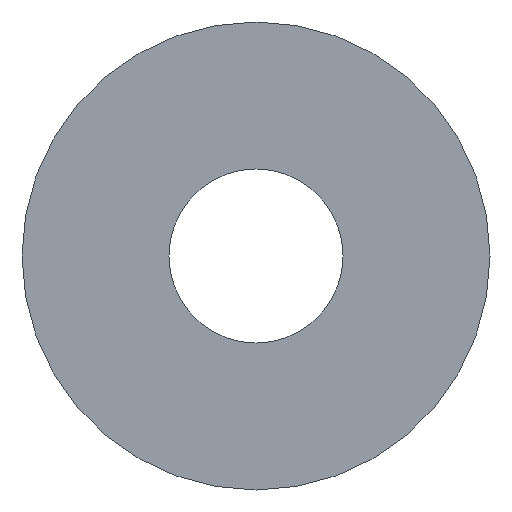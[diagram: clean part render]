
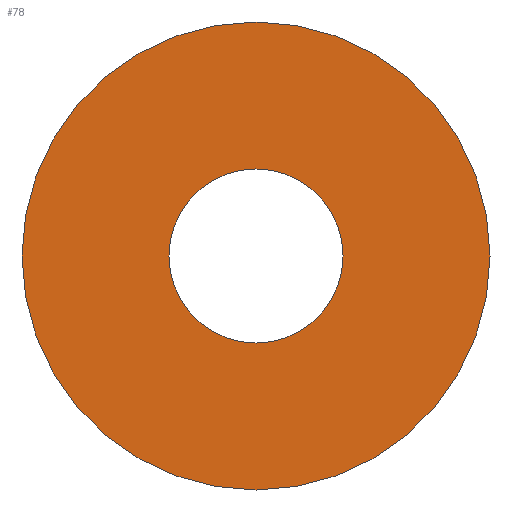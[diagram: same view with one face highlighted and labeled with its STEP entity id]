
A CAD part, front view. The second image highlights one B-rep face of the part: STEP entity #78.
In plain terms, the highlighted planar face has unit normal (0, -1, 0).
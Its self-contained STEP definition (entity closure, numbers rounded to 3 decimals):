
#17=FACE_BOUND('',#31,.T.);
#19=PLANE('',#111);
#24=FACE_OUTER_BOUND('',#30,.T.);
#30=EDGE_LOOP('',(#70));
#31=EDGE_LOOP('',(#71));
#39=CIRCLE('',#104,4.65);
#42=CIRCLE('',#110,12.5);
#44=VERTEX_POINT('',#141);
#47=VERTEX_POINT('',#152);
#50=EDGE_CURVE('',#44,#44,#39,.T.);
#55=EDGE_CURVE('',#47,#47,#42,.T.);
#70=ORIENTED_EDGE('',*,*,#55,.F.);
#71=ORIENTED_EDGE('',*,*,#50,.T.);
#78=ADVANCED_FACE('',(#24,#17),#19,.F.);
#104=AXIS2_PLACEMENT_3D('',#143,#119,#120);
#110=AXIS2_PLACEMENT_3D('',#154,#133,#134);
#111=AXIS2_PLACEMENT_3D('',#155,#135,#136);
#119=DIRECTION('center_axis',(0.,1.,0.));
#120=DIRECTION('ref_axis',(1.,0.,0.));
#133=DIRECTION('center_axis',(0.,1.,0.));
#134=DIRECTION('ref_axis',(-1.,0.,0.));
#135=DIRECTION('center_axis',(0.,1.,0.));
#136=DIRECTION('ref_axis',(0.,0.,1.));
#141=CARTESIAN_POINT('',(-4.65,0.,0.));
#143=CARTESIAN_POINT('Origin',(0.,0.,0.));
#152=CARTESIAN_POINT('',(12.5,0.,0.));
#154=CARTESIAN_POINT('Origin',(0.,0.,0.));
#155=CARTESIAN_POINT('Origin',(0.,0.,0.));
